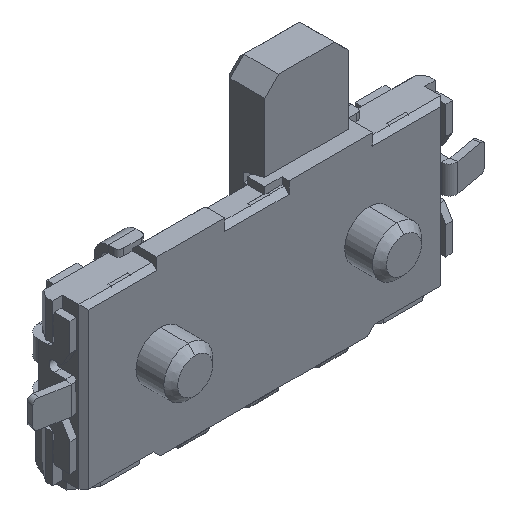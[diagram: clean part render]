
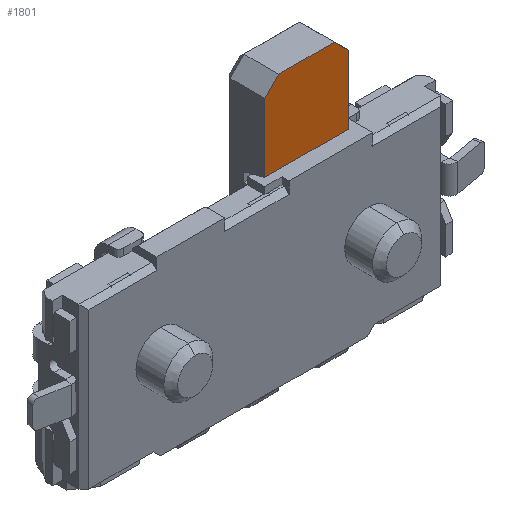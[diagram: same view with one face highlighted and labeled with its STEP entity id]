
A CAD part, isometric view. The second image highlights one B-rep face of the part: STEP entity #1801.
In plain terms, the highlighted planar face has unit normal (0, -1, 0).
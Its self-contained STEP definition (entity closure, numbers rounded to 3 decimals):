
#182 = EDGE_CURVE ( 'NONE', #8129, #10806, #8642, .T. ) ;
#686 = LINE ( 'NONE', #11134, #5996 ) ;
#1422 = LINE ( 'NONE', #3007, #5226 ) ;
#1598 = EDGE_CURVE ( 'NONE', #4327, #5378, #686, .T. ) ;
#1746 = CARTESIAN_POINT ( 'NONE',  ( 1.1, 0.1, 2.55 ) ) ;
#1801 = ADVANCED_FACE ( 'NONE', ( #7356 ), #4806, .F. ) ;
#1895 = CARTESIAN_POINT ( 'NONE',  ( 1.3, 0.1, 1.365 ) ) ;
#3007 = CARTESIAN_POINT ( 'NONE',  ( 0.1, 0.1, 0.615 ) ) ;
#3072 = LINE ( 'NONE', #6050, #5263 ) ;
#3134 = DIRECTION ( 'NONE',  ( 0., 0., 1. ) ) ;
#3255 = EDGE_CURVE ( 'NONE', #11212, #7228, #3492, .T. ) ;
#3340 = EDGE_CURVE ( 'NONE', #7228, #8129, #3072, .T. ) ;
#3492 = LINE ( 'NONE', #1746, #6223 ) ;
#3546 = VECTOR ( 'NONE', #3812, 1000. ) ;
#3812 = DIRECTION ( 'NONE',  ( 1., 0., 0. ) ) ;
#4022 = ORIENTED_EDGE ( 'NONE', *, *, #5240, .F. ) ;
#4327 = VERTEX_POINT ( 'NONE', #9505 ) ;
#4806 = PLANE ( 'NONE',  #6586 ) ;
#4986 = CARTESIAN_POINT ( 'NONE',  ( 0.3, 0.1, 2.55 ) ) ;
#5226 = VECTOR ( 'NONE', #9133, 1000. ) ;
#5240 = EDGE_CURVE ( 'NONE', #10806, #4327, #1422, .T. ) ;
#5263 = VECTOR ( 'NONE', #7920, 1000. ) ;
#5378 = VERTEX_POINT ( 'NONE', #4986 ) ;
#5518 = CARTESIAN_POINT ( 'NONE',  ( 0.3, 0.1, 2.55 ) ) ;
#5996 = VECTOR ( 'NONE', #11097, 1000. ) ;
#6050 = CARTESIAN_POINT ( 'NONE',  ( 1.3, 0.1, 0.615 ) ) ;
#6223 = VECTOR ( 'NONE', #7730, 1000. ) ;
#6314 = CARTESIAN_POINT ( 'NONE',  ( 1.3, 0.1, 2.35 ) ) ;
#6369 = EDGE_CURVE ( 'NONE', #5378, #11212, #8738, .T. ) ;
#6549 = EDGE_LOOP ( 'NONE', ( #4022, #8006, #6605, #8579, #8871, #8689 ) ) ;
#6586 = AXIS2_PLACEMENT_3D ( 'NONE', #10163, #8377, #3134 ) ;
#6605 = ORIENTED_EDGE ( 'NONE', *, *, #3340, .F. ) ;
#7228 = VERTEX_POINT ( 'NONE', #6314 ) ;
#7356 = FACE_OUTER_BOUND ( 'NONE', #6549, .T. ) ;
#7730 = DIRECTION ( 'NONE',  ( 0.707, 0., -0.707 ) ) ;
#7920 = DIRECTION ( 'NONE',  ( 0., 0., -1. ) ) ;
#8006 = ORIENTED_EDGE ( 'NONE', *, *, #182, .F. ) ;
#8129 = VERTEX_POINT ( 'NONE', #9323 ) ;
#8377 = DIRECTION ( 'NONE',  ( 0., 1., 0. ) ) ;
#8579 = ORIENTED_EDGE ( 'NONE', *, *, #3255, .F. ) ;
#8642 = LINE ( 'NONE', #1895, #10854 ) ;
#8689 = ORIENTED_EDGE ( 'NONE', *, *, #1598, .F. ) ;
#8738 = LINE ( 'NONE', #5518, #3546 ) ;
#8822 = CARTESIAN_POINT ( 'NONE',  ( 0.1, 0.1, 1.365 ) ) ;
#8861 = DIRECTION ( 'NONE',  ( -1., 0., 0. ) ) ;
#8871 = ORIENTED_EDGE ( 'NONE', *, *, #6369, .F. ) ;
#9133 = DIRECTION ( 'NONE',  ( 0., 0., 1. ) ) ;
#9323 = CARTESIAN_POINT ( 'NONE',  ( 1.3, 0.1, 1.365 ) ) ;
#9331 = CARTESIAN_POINT ( 'NONE',  ( 1.1, 0.1, 2.55 ) ) ;
#9505 = CARTESIAN_POINT ( 'NONE',  ( 0.1, 0.1, 2.35 ) ) ;
#10163 = CARTESIAN_POINT ( 'NONE',  ( 0., 0.1, 0. ) ) ;
#10806 = VERTEX_POINT ( 'NONE', #8822 ) ;
#10854 = VECTOR ( 'NONE', #8861, 1000. ) ;
#11097 = DIRECTION ( 'NONE',  ( 0.707, 0., 0.707 ) ) ;
#11134 = CARTESIAN_POINT ( 'NONE',  ( 0.1, 0.1, 2.35 ) ) ;
#11212 = VERTEX_POINT ( 'NONE', #9331 ) ;
